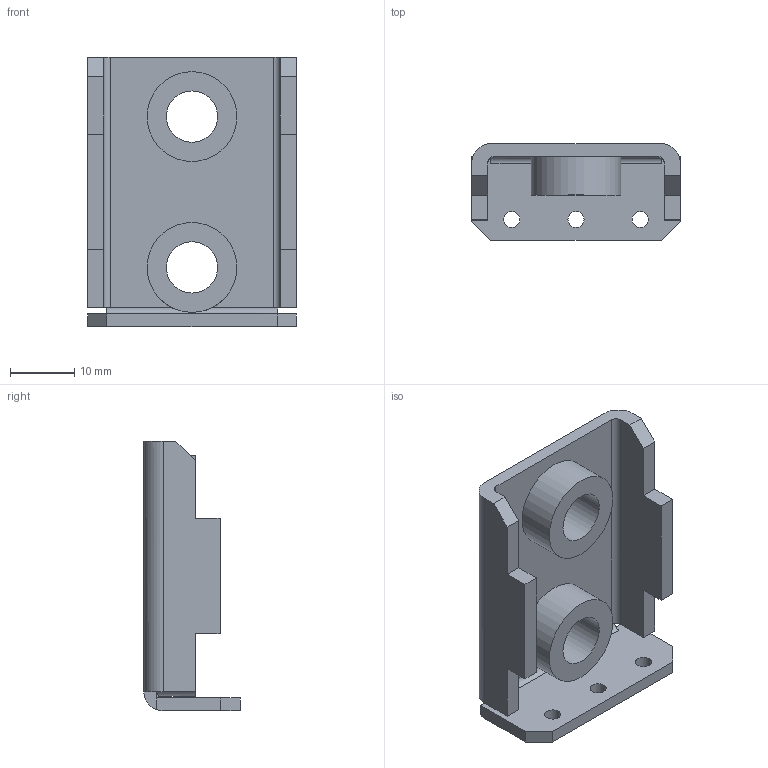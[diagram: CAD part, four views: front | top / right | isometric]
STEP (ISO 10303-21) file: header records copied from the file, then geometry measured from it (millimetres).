
FILE_DESCRIPTION((''),'2;1');
FILE_NAME('CR-A_ASM_1_ASM','2023-02-23T14:38:24',('klemen.sitar'),('Audax d.o.o.'),'CREO PARAMETRIC BY PTC INC, 2021304','CREO PARAMETRIC BY PTC INC, 2021304','');
FILE_SCHEMA(('AP242_MANAGED_MODEL_BASED_3D_ENGINEERING_MIM_LF { 1 0 10303 442 1 1 4 }'));
Length unit declared in the file: millimetre
Products named in the file (2): 001338215_CR_A_1; CR-A_ASM_1_ASM
Assembly tree (1 placements, depth 2):
  CR-A_ASM_1_ASM
    001338215_CR_A_1
Bounding box: 32.5 x 15 x 42 mm (x, y, z)
Volume: 5854.6 mm3; surface area: 5732.3 mm2
Topology: 1 solids, 1 shells, 58 faces, 159 edges, 104 vertices
Faces by surface type: plane 38, cylinder 20
Entity records: 3174 total; most frequent: CARTESIAN_POINT 348, DIRECTION 322, ORIENTED_EDGE 318, PRESENTATION_STYLE_ASSIGNMENT 218, STYLED_ITEM 218, COLOUR_RGB 196, CURVE_STYLE 159, EDGE_CURVE 159
